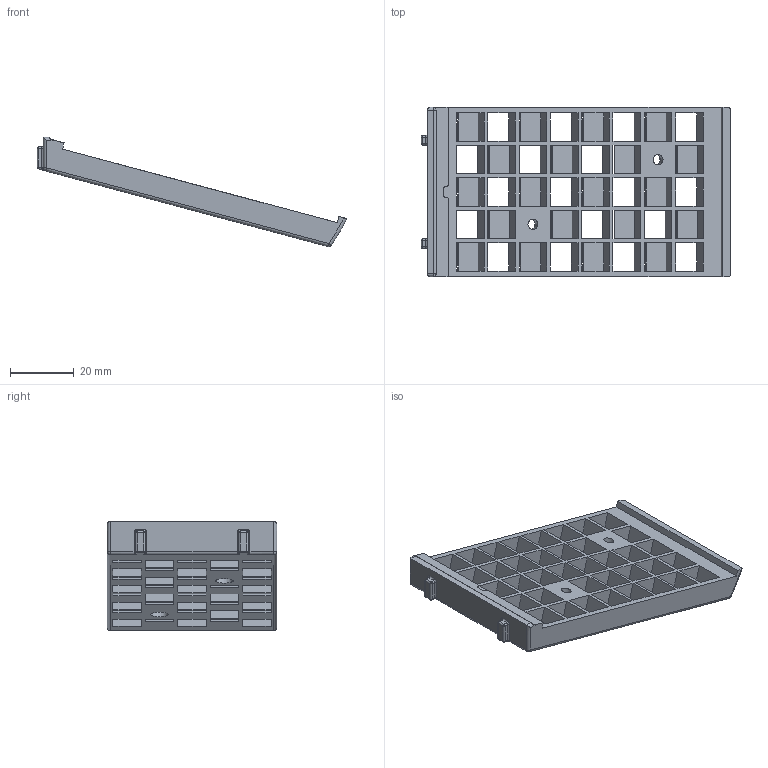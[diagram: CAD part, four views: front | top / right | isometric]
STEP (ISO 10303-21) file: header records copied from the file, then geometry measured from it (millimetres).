
FILE_DESCRIPTION(/* description */ (''),/* implementation_level */ '2;1');
FILE_NAME(/* name */ 'Activated charcoal cartridge.step',/* time_stamp */ '2022-12-01T11:54:32+08:00',/* author */ (''),/* organization */ (''),/* preprocessor_version */ 'ST-DEVELOPER v19.2',/* originating_system */ 'Autodesk Translation Framework v11.17.0.187',/* authorisation */ '');
FILE_SCHEMA (('AUTOMOTIVE_DESIGN { 1 0 10303 214 3 1 1 }'));
Length unit declared in the file: millimetre
Products named in the file (1): Activated charcoal cartridge
Bounding box: 97.53 x 53.4 x 34.37 mm (x, y, z)
Volume: 18168 mm3; surface area: 20183.6 mm2
Topology: 1 solids, 1 shells, 286 faces, 792 edges, 506 vertices
Faces by surface type: plane 216, cylinder 42, sphere 12, torus 10, bspline 6
Full cylindrical faces by diameter (mm): 3.2 x2, 5.5 x2
Entity records: 9422 total; most frequent: CARTESIAN_POINT 1932, ORIENTED_EDGE 1576, DIRECTION 1432, EDGE_CURVE 788, LINE 678, VECTOR 678, VERTEX_POINT 506, AXIS2_PLACEMENT_3D 377
